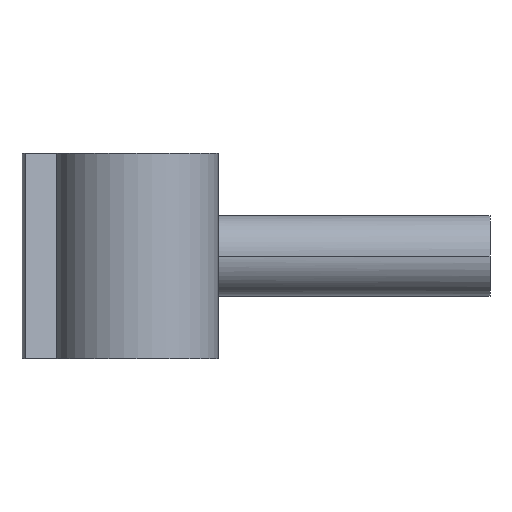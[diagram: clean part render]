
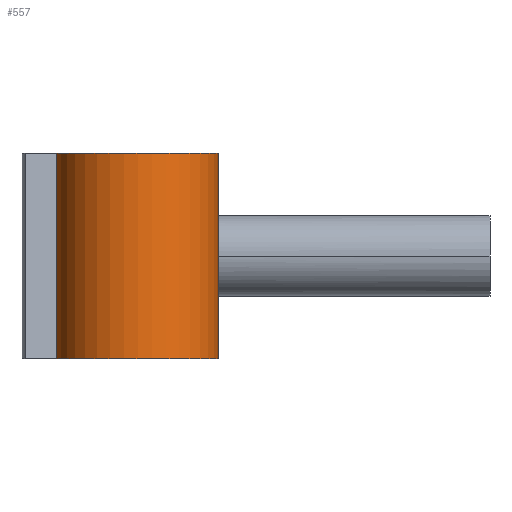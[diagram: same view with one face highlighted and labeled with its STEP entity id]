
A CAD part, front view. The second image highlights one B-rep face of the part: STEP entity #557.
In plain terms, the highlighted cylindrical face has radius 25.333 mm (diameter 50.667 mm), a partial arc.
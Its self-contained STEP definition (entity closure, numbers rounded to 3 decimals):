
#219 = VERTEX_POINT( '', #605 );
#279 = EDGE_CURVE( '', #569, #477, #675, .T. );
#285 = EDGE_CURVE( '', #569, #521, #683, .T. );
#287 = EDGE_CURVE( '', #521, #219, #685, .T. );
#471 = EDGE_CURVE( '', #219, #477, #884, .T. );
#477 = VERTEX_POINT( '', #892 );
#521 = VERTEX_POINT( '', #941 );
#557 = ADVANCED_FACE( '', ( #981 ), #982, .T. );
#569 = VERTEX_POINT( '', #994 );
#605 = CARTESIAN_POINT( '', ( 24.874, 4.8, -32. ) );
#675 = CIRCLE( '', #1175, 25.333 );
#683 = LINE( '', #1184, #1185 );
#685 = CIRCLE( '', #1188, 25.333 );
#884 = LINE( '', #1497, #1498 );
#892 = CARTESIAN_POINT( '', ( 24.874, 4.8, 32. ) );
#941 = CARTESIAN_POINT( '', ( -24.874, -4.8, -32. ) );
#981 = FACE_OUTER_BOUND( '', #1777, .T. );
#982 = CYLINDRICAL_SURFACE( '', #1778, 25.333 );
#994 = CARTESIAN_POINT( '', ( -24.874, -4.8, 32. ) );
#1175 = AXIS2_PLACEMENT_3D( '', #2033, #2034, #2035 );
#1184 = CARTESIAN_POINT( '', ( -24.874, -4.8, 32. ) );
#1185 = VECTOR( '', #2052, 1. );
#1188 = AXIS2_PLACEMENT_3D( '', #2053, #2054, #2055 );
#1497 = CARTESIAN_POINT( '', ( 24.874, 4.8, 32. ) );
#1498 = VECTOR( '', #2277, 1. );
#1777 = EDGE_LOOP( '', ( #2393, #2394, #2395, #2396 ) );
#1778 = AXIS2_PLACEMENT_3D( '', #2397, #2398, #2399 );
#2033 = CARTESIAN_POINT( '', ( 0., 0., 32. ) );
#2034 = DIRECTION( '', ( 0., 0., 1. ) );
#2035 = DIRECTION( '', ( -0.982, -0.189, 0. ) );
#2052 = DIRECTION( '', ( 0., 0., -1. ) );
#2053 = CARTESIAN_POINT( '', ( 0., 0., -32. ) );
#2054 = DIRECTION( '', ( 0., 0., 1. ) );
#2055 = DIRECTION( '', ( -0.982, -0.189, 0. ) );
#2277 = DIRECTION( '', ( 0., 0., 1. ) );
#2393 = ORIENTED_EDGE( '', *, *, #471, .T. );
#2394 = ORIENTED_EDGE( '', *, *, #279, .F. );
#2395 = ORIENTED_EDGE( '', *, *, #285, .T. );
#2396 = ORIENTED_EDGE( '', *, *, #287, .T. );
#2397 = CARTESIAN_POINT( '', ( 0., 0., 32. ) );
#2398 = DIRECTION( '', ( 0., 0., 1. ) );
#2399 = DIRECTION( '', ( -0.982, -0.189, 0. ) );
